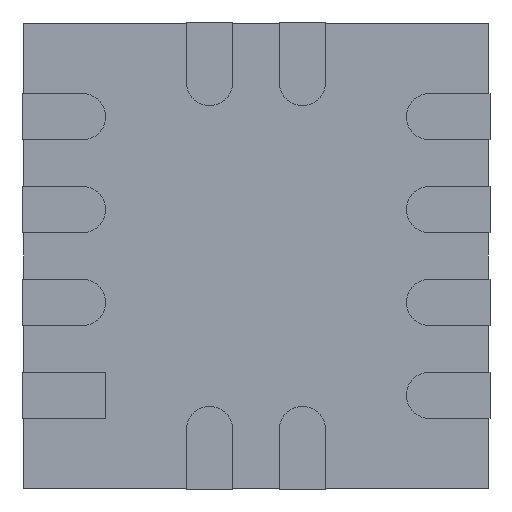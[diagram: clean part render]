
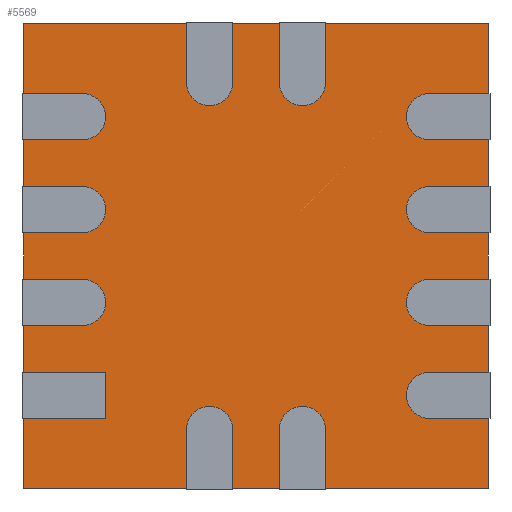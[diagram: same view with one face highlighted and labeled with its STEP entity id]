
A CAD part, front view. The second image highlights one B-rep face of the part: STEP entity #5569.
In plain terms, the highlighted planar face has unit normal (0, -1, 0).
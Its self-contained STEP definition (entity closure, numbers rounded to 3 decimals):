
#107 = VECTOR ( 'NONE', #8122, 1000. ) ;
#773 = EDGE_CURVE ( 'NONE', #6566, #8439, #4853, .T. ) ;
#1134 = LINE ( 'NONE', #8225, #6655 ) ;
#1382 = ORIENTED_EDGE ( 'NONE', *, *, #6270, .F. ) ;
#1420 = EDGE_CURVE ( 'NONE', #4537, #6566, #6172, .T. ) ;
#1994 = DIRECTION ( 'NONE',  ( 0., 0., 1. ) ) ;
#2210 = ORIENTED_EDGE ( 'NONE', *, *, #1420, .F. ) ;
#2437 = DIRECTION ( 'NONE',  ( 0., 0., 1. ) ) ;
#2467 = PLANE ( 'NONE',  #6356 ) ;
#2716 = VECTOR ( 'NONE', #6206, 1000. ) ;
#3541 = EDGE_LOOP ( 'NONE', ( #5090, #1382, #6700, #2210 ) ) ;
#3869 = CARTESIAN_POINT ( 'NONE',  ( 1.25, 0., 1.25 ) ) ;
#4449 = VECTOR ( 'NONE', #4765, 1000. ) ;
#4537 = VERTEX_POINT ( 'NONE', #3869 ) ;
#4565 = FACE_OUTER_BOUND ( 'NONE', #3541, .T. ) ;
#4587 = CARTESIAN_POINT ( 'NONE',  ( 1.25, 0., -1.25 ) ) ;
#4765 = DIRECTION ( 'NONE',  ( 1., 0., 0. ) ) ;
#4853 = LINE ( 'NONE', #7445, #2716 ) ;
#5090 = ORIENTED_EDGE ( 'NONE', *, *, #7381, .F. ) ;
#5532 = CARTESIAN_POINT ( 'NONE',  ( 1.25, 0., 1.25 ) ) ;
#5569 = ADVANCED_FACE ( 'NONE', ( #4565 ), #2467, .F. ) ;
#6151 = LINE ( 'NONE', #5532, #4449 ) ;
#6172 = LINE ( 'NONE', #6783, #107 ) ;
#6206 = DIRECTION ( 'NONE',  ( -1., 0., 0. ) ) ;
#6270 = EDGE_CURVE ( 'NONE', #8439, #7256, #1134, .T. ) ;
#6307 = CARTESIAN_POINT ( 'NONE',  ( -1.25, 0., 1.25 ) ) ;
#6356 = AXIS2_PLACEMENT_3D ( 'NONE', #6492, #6401, #1994 ) ;
#6401 = DIRECTION ( 'NONE',  ( 0., 1., 0. ) ) ;
#6492 = CARTESIAN_POINT ( 'NONE',  ( 0., 0., 0. ) ) ;
#6566 = VERTEX_POINT ( 'NONE', #4587 ) ;
#6655 = VECTOR ( 'NONE', #2437, 1000. ) ;
#6700 = ORIENTED_EDGE ( 'NONE', *, *, #773, .F. ) ;
#6783 = CARTESIAN_POINT ( 'NONE',  ( 1.25, 0., -1.25 ) ) ;
#7256 = VERTEX_POINT ( 'NONE', #6307 ) ;
#7381 = EDGE_CURVE ( 'NONE', #7256, #4537, #6151, .T. ) ;
#7445 = CARTESIAN_POINT ( 'NONE',  ( 1.25, 0., -1.25 ) ) ;
#8122 = DIRECTION ( 'NONE',  ( 0., 0., -1. ) ) ;
#8225 = CARTESIAN_POINT ( 'NONE',  ( -1.25, 0., -1.25 ) ) ;
#8415 = CARTESIAN_POINT ( 'NONE',  ( -1.25, 0., -1.25 ) ) ;
#8439 = VERTEX_POINT ( 'NONE', #8415 ) ;
